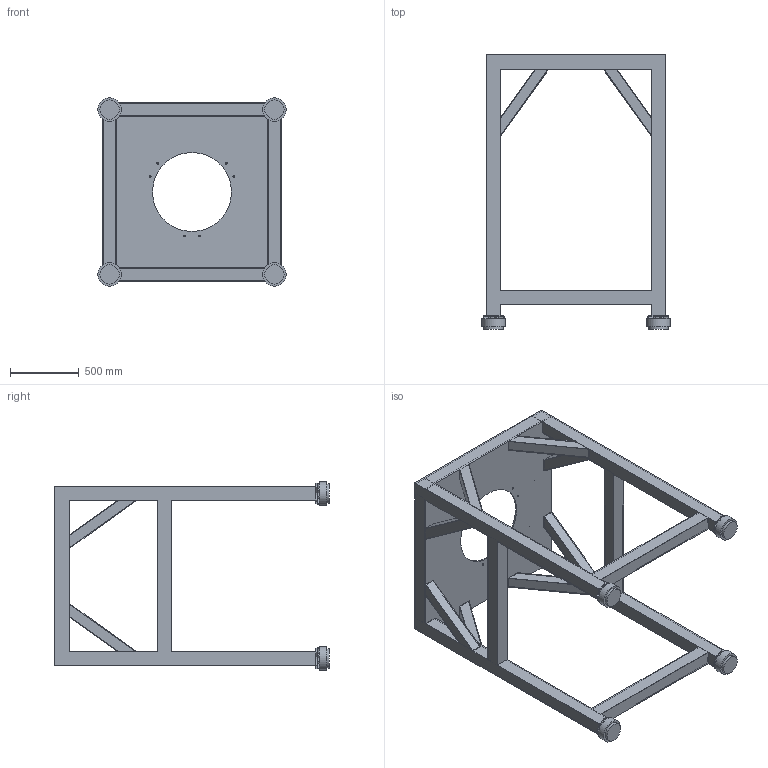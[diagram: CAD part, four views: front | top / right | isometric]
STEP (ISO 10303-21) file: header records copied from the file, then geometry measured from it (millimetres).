
FILE_DESCRIPTION(/* description */ (''),/* implementation_level */ '2;1');
FILE_NAME(/* name */ 'RD403 Robot frame_3D_v2.stp',/* time_stamp */ '2018-04-18T13:25:11+08:00',/* author */ ('weitzu'),/* organization */ (''),/* preprocessor_version */ 'ST-DEVELOPER v15.6',/* originating_system */ 'Autodesk Inventor 2015',/* authorisation */ '');
FILE_SCHEMA (('CONFIG_CONTROL_DESIGN'));
Length unit declared in the file: millimetre
Products named in the file (1): RD403Z6V0A2
Bounding box: 1370 x 1999 x 1370 mm (x, y, z)
Volume: 66475076.4 mm3; surface area: 18273126.1 mm2
Topology: 1 solids, 29 shells, 650 faces, 1663 edges, 1068 vertices
Faces by surface type: plane 507, cylinder 143
Full cylindrical faces by diameter (mm): 14 x6, 140 x4, 170 x4, 575 x1
Entity records: 19292 total; most frequent: CARTESIAN_POINT 3355, ORIENTED_EDGE 3284, DIRECTION 3230, EDGE_CURVE 1642, LINE 1356, VECTOR 1356, VERTEX_POINT 1062, AXIS2_PLACEMENT_3D 937
